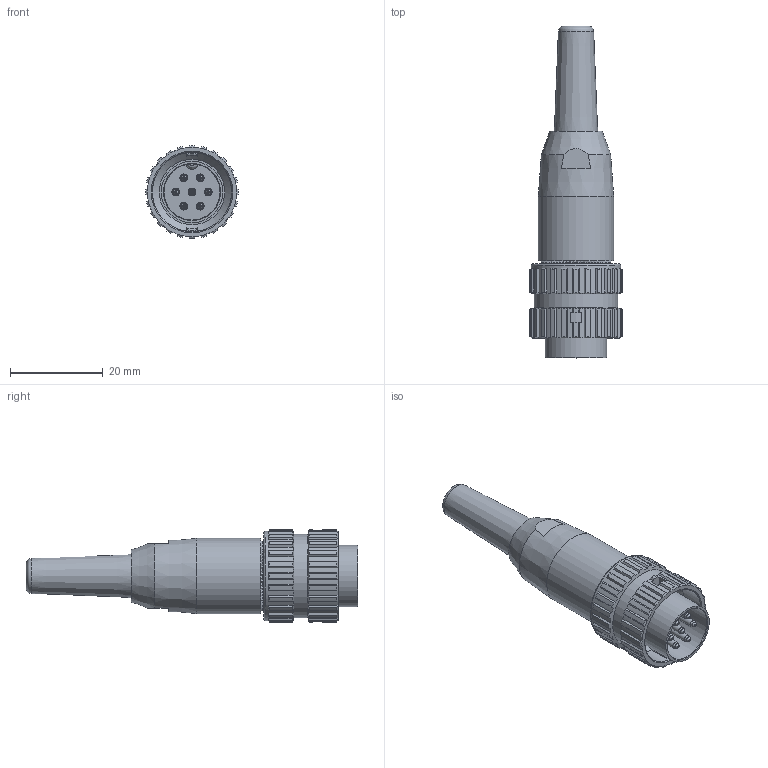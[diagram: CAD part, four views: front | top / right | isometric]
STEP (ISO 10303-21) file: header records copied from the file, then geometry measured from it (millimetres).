
FILE_DESCRIPTION(/* description */ (''),/* implementation_level */ '2;1');
FILE_NAME(/* name */ 't 3434 991 unxc001-01.stp',/* time_stamp */ '2019-07-08T17:14:35+02:00',/* author */ (''),/* organization */ (''),/* preprocessor_version */ 'ST-DEVELOPER v16.7',/* originating_system */ 'SIEMENS PLM Software NX 12.0',/* authorisation */ '');
FILE_SCHEMA (('AUTOMOTIVE_DESIGN { 1 0 10303 214 3 1 1 1 }'));
Length unit declared in the file: millimetre
Products named in the file (1): t 3434 991 unxc001-01
Bounding box: 20 x 71.5 x 20 mm (x, y, z)
Volume: 10306.9 mm3; surface area: 5144.5 mm2
Topology: 1 solids, 1 shells, 503 faces, 1411 edges, 920 vertices
Faces by surface type: plane 259, cylinder 153, cone 72, bspline 19
Full cylindrical faces by diameter (mm): 1.475 x7, 3 x1, 13.25 x1, 16.2 x1, 17.1 x1, 18 x1, 19.2 x1
Entity records: 16377 total; most frequent: CARTESIAN_POINT 3647, ORIENTED_EDGE 2654, DIRECTION 2534, EDGE_CURVE 1327, AXIS2_PLACEMENT_3D 930, VERTEX_POINT 889, LINE 674, VECTOR 674
